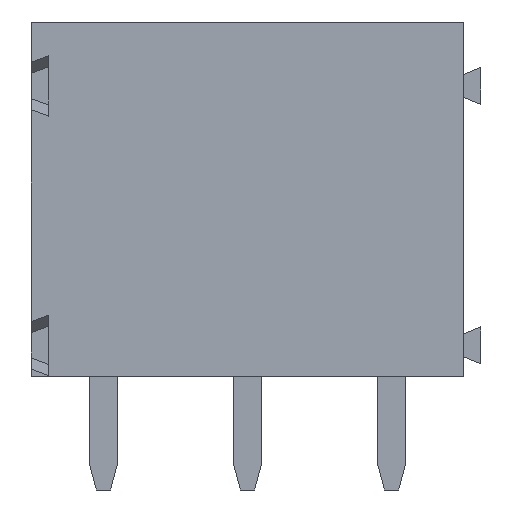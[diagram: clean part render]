
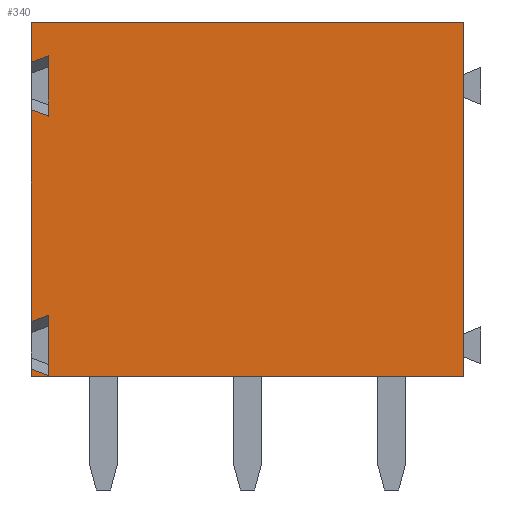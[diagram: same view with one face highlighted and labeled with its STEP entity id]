
A CAD part, front view. The second image highlights one B-rep face of the part: STEP entity #340.
In plain terms, the highlighted planar face has unit normal (0, -1, 0).
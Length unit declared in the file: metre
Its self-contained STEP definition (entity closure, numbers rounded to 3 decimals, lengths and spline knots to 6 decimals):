
#340=ADVANCED_FACE('',(#780),#781,.T.);
#780=FACE_OUTER_BOUND('',#1326,.T.);
#781=PLANE('',#1327);
#1326=EDGE_LOOP('',(#2294,#2295,#2296,#2297,#2298,#2299,#2300,#2301,#2302,#2303,#2304,#2305));
#1327=AXIS2_PLACEMENT_3D('',#2306,#2307,#2308);
#2294=ORIENTED_EDGE('',*,*,#3551,.T.);
#2295=ORIENTED_EDGE('',*,*,#3552,.T.);
#2296=ORIENTED_EDGE('',*,*,#3553,.T.);
#2297=ORIENTED_EDGE('',*,*,#3502,.T.);
#2298=ORIENTED_EDGE('',*,*,#3554,.T.);
#2299=ORIENTED_EDGE('',*,*,#3555,.T.);
#2300=ORIENTED_EDGE('',*,*,#3320,.F.);
#2301=ORIENTED_EDGE('',*,*,#3556,.F.);
#2302=ORIENTED_EDGE('',*,*,#3557,.T.);
#2303=ORIENTED_EDGE('',*,*,#3558,.T.);
#2304=ORIENTED_EDGE('',*,*,#3559,.F.);
#2305=ORIENTED_EDGE('',*,*,#3467,.T.);
#2306=CARTESIAN_POINT('',(0.,0.,-0.0125));
#2307=DIRECTION('',(0.,-1.0,0.));
#2308=DIRECTION('',(0.0,0.,-1.0));
#3320=EDGE_CURVE('',#4019,#4021,#4022,.T.);
#3467=EDGE_CURVE('',#4263,#4260,#4264,.T.);
#3502=EDGE_CURVE('',#4308,#4312,#4314,.T.);
#3551=EDGE_CURVE('',#4260,#4382,#4383,.T.);
#3552=EDGE_CURVE('',#4382,#4384,#4385,.T.);
#3553=EDGE_CURVE('',#4384,#4308,#4386,.T.);
#3554=EDGE_CURVE('',#4312,#4387,#4388,.T.);
#3555=EDGE_CURVE('',#4387,#4021,#4389,.T.);
#3556=EDGE_CURVE('',#4390,#4019,#4391,.T.);
#3557=EDGE_CURVE('',#4390,#4392,#4393,.T.);
#3558=EDGE_CURVE('',#4392,#4394,#4395,.T.);
#3559=EDGE_CURVE('',#4263,#4394,#4396,.T.);
#4019=VERTEX_POINT('',#5007);
#4021=VERTEX_POINT('',#5010);
#4022=LINE('',#5011,#5012);
#4260=VERTEX_POINT('',#5358);
#4263=VERTEX_POINT('',#5362);
#4264=LINE('',#5363,#5364);
#4308=VERTEX_POINT('',#5428);
#4312=VERTEX_POINT('',#5434);
#4314=LINE('',#5437,#5438);
#4382=VERTEX_POINT('',#5539);
#4383=LINE('',#5540,#5541);
#4384=VERTEX_POINT('',#5542);
#4385=LINE('',#5543,#5544);
#4386=LINE('',#5545,#5546);
#4387=VERTEX_POINT('',#5547);
#4388=LINE('',#5548,#5549);
#4389=LINE('',#5550,#5551);
#4390=VERTEX_POINT('',#5552);
#4391=LINE('',#5553,#5554);
#4392=VERTEX_POINT('',#5555);
#4393=LINE('',#5556,#5557);
#4394=VERTEX_POINT('',#5558);
#4395=LINE('',#5559,#5560);
#4396=LINE('',#5561,#5562);
#5007=CARTESIAN_POINT('',(0.01524,0.,0.));
#5010=CARTESIAN_POINT('',(0.01524,0.,-0.0125));
#5011=CARTESIAN_POINT('',(0.01524,0.,-0.0125));
#5012=VECTOR('',#6127,1.0);
#5358=CARTESIAN_POINT('',(0.,0.,-0.003092));
#5362=CARTESIAN_POINT('',(0.0006,0.,-0.003317));
#5363=CARTESIAN_POINT('',(-0.000128,0.,-0.003044));
#5364=VECTOR('',#6261,1.0);
#5428=CARTESIAN_POINT('',(0.0006,0.,-0.012464));
#5434=CARTESIAN_POINT('',(0.,0.,-0.012239));
#5437=CARTESIAN_POINT('',(0.000086,0.,-0.012271));
#5438=VECTOR('',#6291,1.0);
#5539=CARTESIAN_POINT('',(0.,0.,-0.010561));
#5540=CARTESIAN_POINT('',(0.,0.,-0.0125));
#5541=VECTOR('',#6328,1.0);
#5542=CARTESIAN_POINT('',(0.0006,0.,-0.010336));
#5543=CARTESIAN_POINT('',(-0.000637,0.,-0.0108));
#5544=VECTOR('',#6329,1.0);
#5545=CARTESIAN_POINT('',(0.0006,0.,-0.0125));
#5546=VECTOR('',#6330,1.0);
#5547=CARTESIAN_POINT('',(0.,0.,-0.0125));
#5548=CARTESIAN_POINT('',(0.,0.,-0.0125));
#5549=VECTOR('',#6331,1.0);
#5550=CARTESIAN_POINT('',(0.,0.,-0.0125));
#5551=VECTOR('',#6332,1.0);
#5552=CARTESIAN_POINT('',(0.,0.,0.));
#5553=CARTESIAN_POINT('',(0.,0.,0.));
#5554=VECTOR('',#6333,1.0);
#5555=CARTESIAN_POINT('',(0.,0.,-0.001415));
#5556=CARTESIAN_POINT('',(0.,0.,-0.0125));
#5557=VECTOR('',#6334,1.0);
#5558=CARTESIAN_POINT('',(0.0006,0.,-0.00119));
#5559=CARTESIAN_POINT('',(0.000472,0.,-0.001238));
#5560=VECTOR('',#6335,1.0);
#5561=CARTESIAN_POINT('',(0.0006,0.,-0.0125));
#5562=VECTOR('',#6336,1.0);
#6127=DIRECTION('',(0.,0.,-1.0));
#6261=DIRECTION('',(-0.936,0.,0.351));
#6291=DIRECTION('',(-0.936,0.,0.351));
#6328=DIRECTION('',(0.,0.,-1.0));
#6329=DIRECTION('',(0.936,0.,0.351));
#6330=DIRECTION('',(0.,0.,-1.0));
#6331=DIRECTION('',(0.,0.,-1.0));
#6332=DIRECTION('',(1.0,0.,0.));
#6333=DIRECTION('',(1.0,0.,0.));
#6334=DIRECTION('',(0.,0.,-1.0));
#6335=DIRECTION('',(0.936,0.,0.351));
#6336=DIRECTION('',(0.,0.,1.0));
